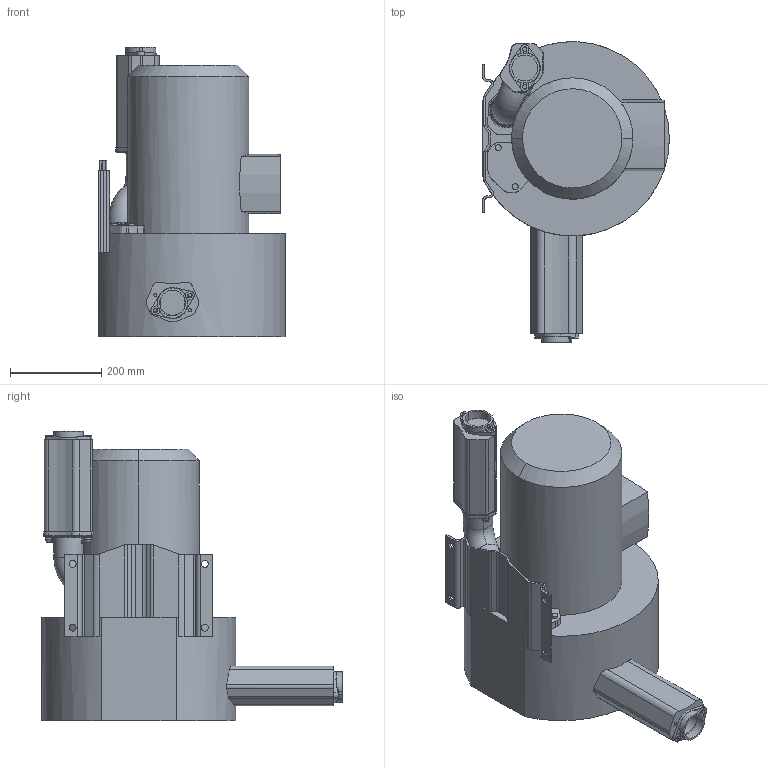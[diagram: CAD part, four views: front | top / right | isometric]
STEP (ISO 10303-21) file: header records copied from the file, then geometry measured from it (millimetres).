
FILE_DESCRIPTION((''),'2;1');
FILE_NAME('2RB720-7HH47','2024-12-05T',('xuan'),(''),'PRO/ENGINEER BY PARAMETRIC TECHNOLOGY CORPORATION, 2007090','PRO/ENGINEER BY PARAMETRIC TECHNOLOGY CORPORATION, 2007090','');
FILE_SCHEMA(('AUTOMOTIVE_DESIGN_CC2 { 1 2 10303 214 -1 1 5 2 }'));
Length unit declared in the file: millimetre
Products named in the file (1): 2RB720-7HH47
Bounding box: 409.69 x 659.04 x 635.42 mm (x, y, z)
Volume: 58087778.7 mm3; surface area: 1261858 mm2
Topology: 2 solids, 4 shells, 379 faces, 1035 edges, 672 vertices
Faces by surface type: cylinder 153, plane 132, bspline 35, torus 34, cone 10, sphere 8, extrusion 7
Entity records: 14849 total; most frequent: CARTESIAN_POINT 5265, ORIENTED_EDGE 2054, DIRECTION 2002, EDGE_CURVE 1027, AXIS2_PLACEMENT_3D 784, VERTEX_POINT 672, CIRCLE 446, VECTOR 434
